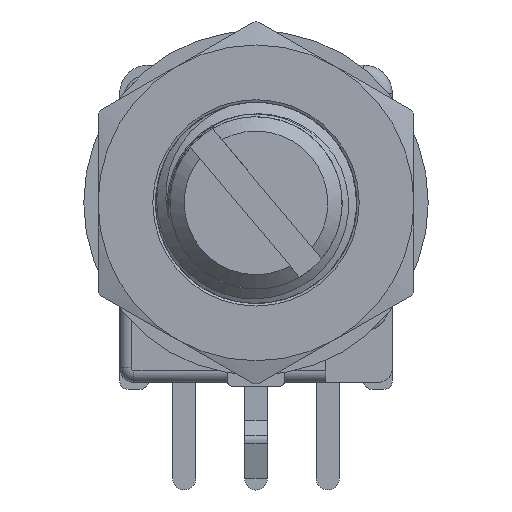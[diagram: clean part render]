
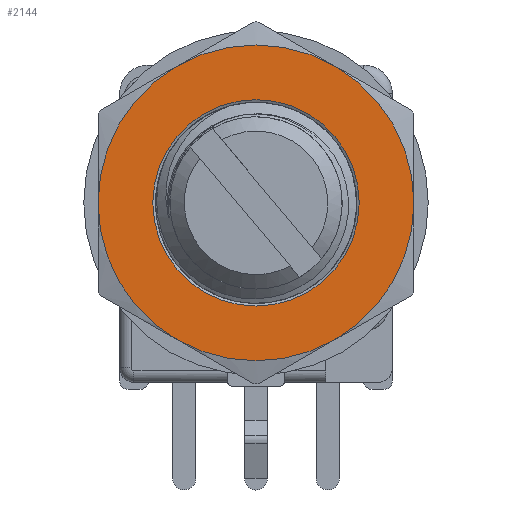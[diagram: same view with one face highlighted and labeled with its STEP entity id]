
A CAD part, front view. The second image highlights one B-rep face of the part: STEP entity #2144.
In plain terms, the highlighted planar face has unit normal (0, -1, 0).
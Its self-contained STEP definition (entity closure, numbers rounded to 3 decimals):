
#2144=ADVANCED_FACE('',(#10673,#10675),#10677,.T.);
#10673=FACE_BOUND('',#10674,.T.);
#10674=EDGE_LOOP('',(#13206,#13207,#13208,#13209,#13210,#13211));
#10675=FACE_BOUND('',#10676,.T.);
#10676=EDGE_LOOP('',(#13212));
#10677=PLANE('',#10678);
#10678=AXIS2_PLACEMENT_3D('',#10679,#10680,#10681);
#10679=CARTESIAN_POINT('',(0.,-3.3,6.5));
#10680=DIRECTION('',(0.,-1.,0.));
#10681=DIRECTION('',(0.,0.,-1.));
#13206=ORIENTED_EDGE('',*,*,#13940,.F.);
#13207=ORIENTED_EDGE('',*,*,#13941,.F.);
#13208=ORIENTED_EDGE('',*,*,#13942,.F.);
#13209=ORIENTED_EDGE('',*,*,#13943,.F.);
#13210=ORIENTED_EDGE('',*,*,#13944,.F.);
#13211=ORIENTED_EDGE('',*,*,#13945,.F.);
#13212=ORIENTED_EDGE('',*,*,#13927,.T.);
#13927=EDGE_CURVE('',#14887,#14887,#14888,.T.);
#13940=EDGE_CURVE('',#14909,#14910,#14911,.T.);
#13941=EDGE_CURVE('',#14912,#14909,#14913,.T.);
#13942=EDGE_CURVE('',#14914,#14912,#14915,.T.);
#13943=EDGE_CURVE('',#14916,#14914,#14917,.T.);
#13944=EDGE_CURVE('',#14918,#14916,#14919,.T.);
#13945=EDGE_CURVE('',#14910,#14918,#14920,.T.);
#14887=VERTEX_POINT('',#19207);
#14888=CIRCLE('',#19208,3.594);
#14909=VERTEX_POINT('',#19774);
#14910=VERTEX_POINT('',#19775);
#14911=CIRCLE('',#19776,5.5);
#14912=VERTEX_POINT('',#19780);
#14913=CIRCLE('',#19781,5.5);
#14914=VERTEX_POINT('',#19785);
#14915=CIRCLE('',#19786,5.5);
#14916=VERTEX_POINT('',#19790);
#14917=CIRCLE('',#19791,5.5);
#14918=VERTEX_POINT('',#19795);
#14919=CIRCLE('',#19796,5.5);
#14920=CIRCLE('',#19800,5.5);
#19207=CARTESIAN_POINT('',(0.,-3.3,2.906));
#19208=AXIS2_PLACEMENT_3D('',#19209,#19210,#19211);
#19209=CARTESIAN_POINT('',(0.,-3.3,6.5));
#19210=DIRECTION('',(-0.,1.,-0.));
#19211=DIRECTION('',(0.,0.,-1.));
#19774=CARTESIAN_POINT('',(5.5,-3.3,6.5));
#19775=CARTESIAN_POINT('',(2.75,-3.3,1.737));
#19776=AXIS2_PLACEMENT_3D('',#19777,#19778,#19779);
#19777=CARTESIAN_POINT('',(0.,-3.3,6.5));
#19778=DIRECTION('',(0.,1.,0.));
#19779=DIRECTION('',(1.,0.,0.));
#19780=CARTESIAN_POINT('',(2.75,-3.3,11.263));
#19781=AXIS2_PLACEMENT_3D('',#19782,#19783,#19784);
#19782=CARTESIAN_POINT('',(0.,-3.3,6.5));
#19783=DIRECTION('',(0.,1.,0.));
#19784=DIRECTION('',(0.5,0.,0.866));
#19785=CARTESIAN_POINT('',(-2.75,-3.3,11.263));
#19786=AXIS2_PLACEMENT_3D('',#19787,#19788,#19789);
#19787=CARTESIAN_POINT('',(0.,-3.3,6.5));
#19788=DIRECTION('',(0.,1.,0.));
#19789=DIRECTION('',(-0.5,0.,0.866));
#19790=CARTESIAN_POINT('',(-5.5,-3.3,6.5));
#19791=AXIS2_PLACEMENT_3D('',#19792,#19793,#19794);
#19792=CARTESIAN_POINT('',(0.,-3.3,6.5));
#19793=DIRECTION('',(0.,1.,0.));
#19794=DIRECTION('',(-1.,0.,0.));
#19795=CARTESIAN_POINT('',(-2.75,-3.3,1.737));
#19796=AXIS2_PLACEMENT_3D('',#19797,#19798,#19799);
#19797=CARTESIAN_POINT('',(0.,-3.3,6.5));
#19798=DIRECTION('',(0.,1.,0.));
#19799=DIRECTION('',(-0.5,0.,-0.866));
#19800=AXIS2_PLACEMENT_3D('',#19801,#19802,#19803);
#19801=CARTESIAN_POINT('',(0.,-3.3,6.5));
#19802=DIRECTION('',(0.,1.,0.));
#19803=DIRECTION('',(0.5,0.,-0.866));
